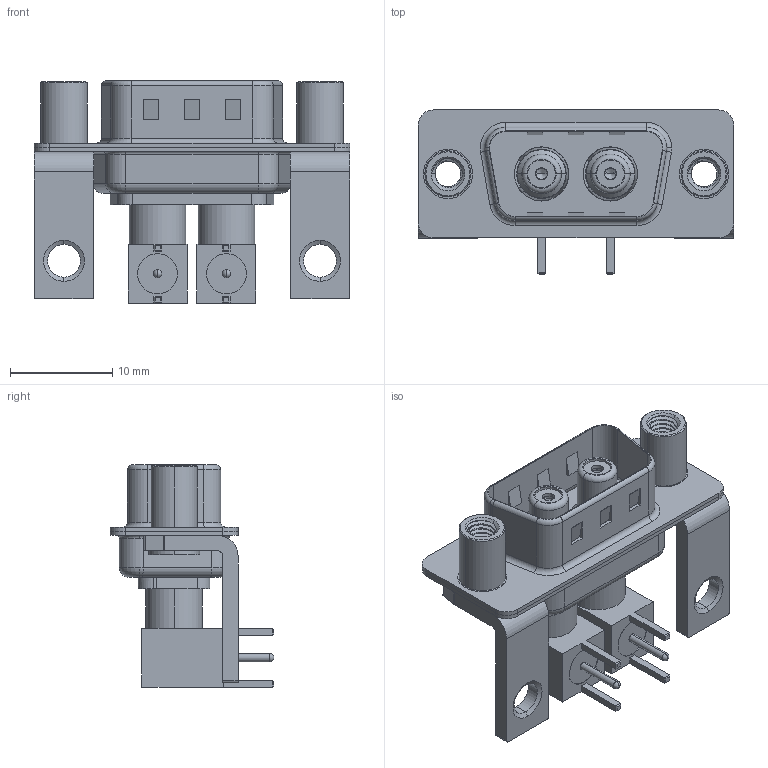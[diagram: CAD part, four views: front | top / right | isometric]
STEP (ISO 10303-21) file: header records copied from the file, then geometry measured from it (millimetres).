
FILE_DESCRIPTION (( 'STEP AP203' ), '1' );
FILE_NAME ('629-2W2-240-5NE.STEP', '2022-05-09T13:21:19', ( '' ), ( '' ), 'SwSTEP 2.0', 'SolidWorks 2020', '' );
FILE_SCHEMA (( 'CONFIG_CONTROL_DESIGN' ));
Length unit declared in the file: millimetre
Products named in the file (15): 629-2W2-240-5NE; Insulator Socket 2; Co-Ax Jack_RA PC Tail; 629Combo Shell Rear_09 Contacts; Co-Ax Jack Assy_RA; RA Back Shell; 629Combo Stabilizer Bracket; Insulator Socket; Insulator RA Pin; 629Combo Threaded Standoff_D; 629Combo Shell Front_09 Contacts; Locking Collar; Socket_RA; 629Combo Housing_2W2
Assembly tree (23 placements, depth 3):
  629-2W2-240-5NE
    629Combo Housing_2W2
    629Combo Shell Rear_09 Contacts
    629Combo Shell Front_09 Contacts
    629Combo Stabilizer Bracket  x2
    629Combo Threaded Standoff_D  x2
    Co-Ax Jack Assy_RA
      Co-Ax Jack_RA PC Tail
      Insulator Socket
      Insulator Socket 2
      Locking Collar
      Socket_RA
      RA Back Shell
      Insulator RA Pin
    Co-Ax Jack Assy_RA
      Co-Ax Jack_RA PC Tail
      Insulator Socket
      Insulator Socket 2
      Locking Collar
      Socket_RA
      RA Back Shell
      Insulator RA Pin
Bounding box: 30.8 x 16 x 21.71 mm (x, y, z)
Volume: 2266.4 mm3; surface area: 6388.7 mm2
Topology: 21 solids, 21 shells, 706 faces, 1717 edges, 1078 vertices
Faces by surface type: cylinder 335, plane 243, torus 62, cone 54, bspline 8, sphere 4
Entity records: 18232 total; most frequent: CARTESIAN_POINT 4978, DIRECTION 2522, ORIENTED_EDGE 2312, EDGE_CURVE 1156, AXIS2_PLACEMENT_3D 973, VERTEX_POINT 730, LINE 576, VECTOR 576
